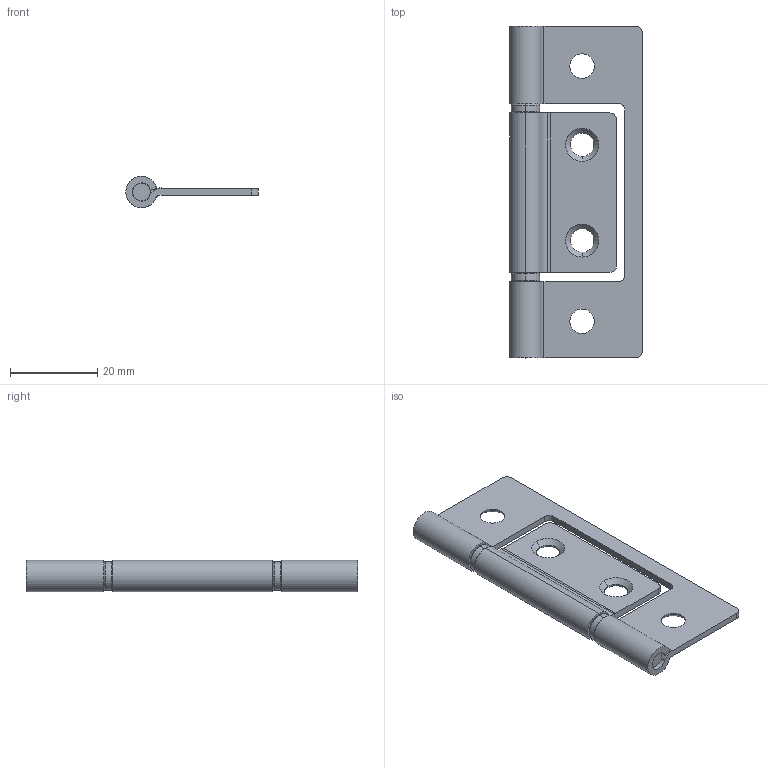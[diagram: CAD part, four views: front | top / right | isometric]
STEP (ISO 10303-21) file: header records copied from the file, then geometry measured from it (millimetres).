
FILE_DESCRIPTION(/* description */ (''),/* implementation_level */ '2;1');
FILE_NAME(/* name */ 'JL046',/* time_stamp */ '2025-08-28T16:00:50+08:00',/* author */ (''),/* organization */ (''),/* preprocessor_version */ 'ST-DEVELOPER v19.2',/* originating_system */ 'Rhino 8.5',/* authorisation */ '');
FILE_SCHEMA (('CONFIG_CONTROL_DESIGN'));
Length unit declared in the file: millimetre
Products named in the file (1): Document
Bounding box: 30.4 x 76.2 x 7.2 mm (x, y, z)
Volume: 5090.3 mm3; surface area: 7337.6 mm2
Topology: 4 solids, 4 shells, 81 faces, 195 edges, 126 vertices
Faces by surface type: cylinder 41, plane 24, bspline 16
Entity records: 3031 total; most frequent: CARTESIAN_POINT 1165, ORIENTED_EDGE 390, DIRECTION 273, EDGE_CURVE 195, AXIS2_PLACEMENT_3D 169, VERTEX_POINT 126, TRIMMED_CURVE 102, CIRCLE 102
